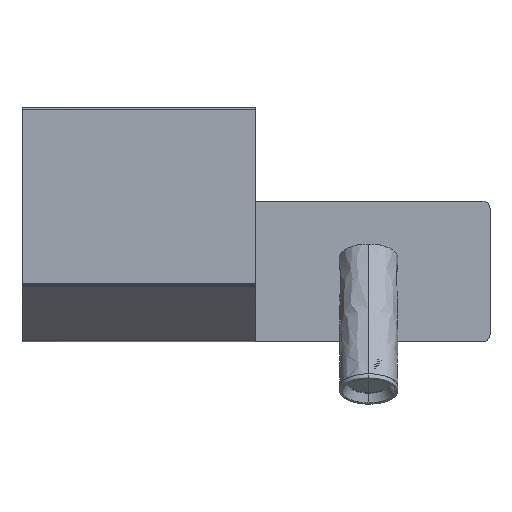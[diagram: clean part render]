
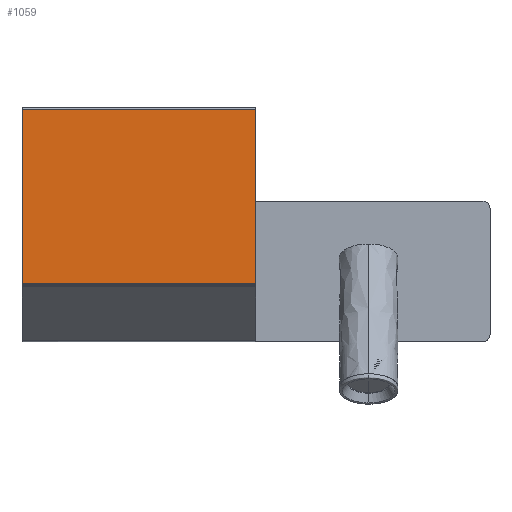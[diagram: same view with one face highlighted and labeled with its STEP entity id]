
A CAD part, front view. The second image highlights one B-rep face of the part: STEP entity #1059.
In plain terms, the highlighted free-form (B-spline) face has degree [2, 1] with [3, 2] control points.
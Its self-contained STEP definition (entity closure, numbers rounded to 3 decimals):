
#357=(
BOUNDED_CURVE()
B_SPLINE_CURVE(1,(#17014,#17015),.UNSPECIFIED.,.F.,.F.)
B_SPLINE_CURVE_WITH_KNOTS((2,2),(0.,100.),.UNSPECIFIED.)
CURVE()
GEOMETRIC_REPRESENTATION_ITEM()
RATIONAL_B_SPLINE_CURVE((1.,1.))
REPRESENTATION_ITEM('')
);
#360=(
BOUNDED_CURVE()
B_SPLINE_CURVE(1,(#17030,#17031),.UNSPECIFIED.,.F.,.F.)
B_SPLINE_CURVE_WITH_KNOTS((2,2),(0.,100.),.UNSPECIFIED.)
CURVE()
GEOMETRIC_REPRESENTATION_ITEM()
RATIONAL_B_SPLINE_CURVE((1.,1.))
REPRESENTATION_ITEM('')
);
#621=(
BOUNDED_SURFACE()
B_SPLINE_SURFACE(2,1,((#16866,#16867),(#16868,#16869),(#16870,#16871)),
 .UNSPECIFIED.,.F.,.F.,.F.)
B_SPLINE_SURFACE_WITH_KNOTS((3,3),(2,2),(104.069,104.854),
(0.,100.),.UNSPECIFIED.)
GEOMETRIC_REPRESENTATION_ITEM()
RATIONAL_B_SPLINE_SURFACE(((1.,1.),(0.707,0.707),
(1.,1.)))
REPRESENTATION_ITEM('')
SURFACE()
);
#622=(
BOUNDED_SURFACE()
B_SPLINE_SURFACE(2,1,((#16872,#16873),(#16874,#16875),(#16876,#16877)),
 .UNSPECIFIED.,.F.,.F.,.F.)
B_SPLINE_SURFACE_WITH_KNOTS((3,3),(2,2),(104.854,201.354),
(0.,100.),.UNSPECIFIED.)
GEOMETRIC_REPRESENTATION_ITEM()
RATIONAL_B_SPLINE_SURFACE(((1.,1.),(1.,1.),(1.,1.)))
REPRESENTATION_ITEM('')
SURFACE()
);
#623=(
BOUNDED_SURFACE()
B_SPLINE_SURFACE(2,1,((#16878,#16879),(#16880,#16881),(#16882,#16883)),
 .UNSPECIFIED.,.F.,.F.,.F.)
B_SPLINE_SURFACE_WITH_KNOTS((3,3),(2,2),(201.354,202.925),
(0.,100.),.UNSPECIFIED.)
GEOMETRIC_REPRESENTATION_ITEM()
RATIONAL_B_SPLINE_SURFACE(((1.,1.),(0.866,0.866),
(1.,1.)))
REPRESENTATION_ITEM('')
SURFACE()
);
#1059=ADVANCED_FACE('',(#1355),#622,.T.);
#1355=FACE_OUTER_BOUND('',#1664,.T.);
#1664=EDGE_LOOP('',(#2824,#2825,#2826,#2827));
#2824=ORIENTED_EDGE('',*,*,#6883,.T.);
#2825=ORIENTED_EDGE('',*,*,#6884,.T.);
#2826=ORIENTED_EDGE('',*,*,#6880,.F.);
#2827=ORIENTED_EDGE('',*,*,#6885,.T.);
#4134=PCURVE('',#621,#5448);
#4138=PCURVE('',#622,#5452);
#4139=PCURVE('',#622,#5453);
#4140=PCURVE('',#622,#5454);
#4141=PCURVE('',#622,#5455);
#4144=PCURVE('',#623,#5458);
#4185=PCURVE('',#9015,#5499);
#4198=PCURVE('',#9016,#5512);
#5448=DEFINITIONAL_REPRESENTATION('',(#8346),#18126);
#5452=DEFINITIONAL_REPRESENTATION('',(#8350),#18126);
#5453=DEFINITIONAL_REPRESENTATION('',(#8352),#18126);
#5454=DEFINITIONAL_REPRESENTATION('',(#8353),#18126);
#5455=DEFINITIONAL_REPRESENTATION('',(#8355),#18126);
#5458=DEFINITIONAL_REPRESENTATION('',(#8358),#18126);
#5499=DEFINITIONAL_REPRESENTATION('',(#8395),#18126);
#5512=DEFINITIONAL_REPRESENTATION('',(#8400),#18126);
#6217=SURFACE_CURVE('',#357,(#4134,#4140),.PCURVE_S1.);
#6220=SURFACE_CURVE('',#360,(#4138,#4144),.PCURVE_S1.);
#6221=SURFACE_CURVE('',#8351,(#4139,#4198),.PCURVE_S1.);
#6222=SURFACE_CURVE('',#8354,(#4141,#4185),.PCURVE_S1.);
#6880=EDGE_CURVE('',#8901,#8902,#6217,.T.);
#6883=EDGE_CURVE('',#8903,#8904,#6220,.T.);
#6884=EDGE_CURVE('',#8904,#8902,#6221,.T.);
#6885=EDGE_CURVE('',#8901,#8903,#6222,.T.);
#8346=B_SPLINE_CURVE_WITH_KNOTS('',1,(#17016,#17017),.UNSPECIFIED.,.F.,
 .F.,(2,2),(0.,100.),.UNSPECIFIED.);
#8350=B_SPLINE_CURVE_WITH_KNOTS('',1,(#17032,#17033),.UNSPECIFIED.,.F.,
 .F.,(2,2),(0.,100.),.UNSPECIFIED.);
#8351=B_SPLINE_CURVE_WITH_KNOTS('',1,(#17034,#17035),.UNSPECIFIED.,.F.,
 .F.,(2,2),(-96.5,0.),.UNSPECIFIED.);
#8352=B_SPLINE_CURVE_WITH_KNOTS('',1,(#17036,#17037),.UNSPECIFIED.,.F.,
 .F.,(2,2),(-96.5,0.),.UNSPECIFIED.);
#8353=B_SPLINE_CURVE_WITH_KNOTS('',1,(#17038,#17039),.UNSPECIFIED.,.F.,
 .F.,(2,2),(0.,100.),.UNSPECIFIED.);
#8354=B_SPLINE_CURVE_WITH_KNOTS('',1,(#17040,#17041),.UNSPECIFIED.,.F.,
 .F.,(2,2),(0.,96.5),.UNSPECIFIED.);
#8355=B_SPLINE_CURVE_WITH_KNOTS('',1,(#17042,#17043),.UNSPECIFIED.,.F.,
 .F.,(2,2),(0.,96.5),.UNSPECIFIED.);
#8358=B_SPLINE_CURVE_WITH_KNOTS('',1,(#17053,#17054),.UNSPECIFIED.,.F.,
 .F.,(2,2),(0.,100.),.UNSPECIFIED.);
#8395=B_SPLINE_CURVE_WITH_KNOTS('',1,(#17204,#17205),.UNSPECIFIED.,.F.,
 .F.,(2,2),(0.,96.5),.UNSPECIFIED.);
#8400=B_SPLINE_CURVE_WITH_KNOTS('',1,(#17238,#17239),.UNSPECIFIED.,.F.,
 .F.,(2,2),(-96.5,0.),.UNSPECIFIED.);
#8901=VERTEX_POINT('',#16948);
#8902=VERTEX_POINT('',#16949);
#8903=VERTEX_POINT('',#16950);
#8904=VERTEX_POINT('',#16951);
#9015=B_SPLINE_SURFACE_WITH_KNOTS('',1,1,((#16932,#16933),(#16934,#16935)),
 .UNSPECIFIED.,.F.,.F.,.F.,(2,2),(2,2),(-1.871,100.603),
(-40.804,4.949),.UNSPECIFIED.);
#9016=B_SPLINE_SURFACE_WITH_KNOTS('',1,1,((#16936,#16937),(#16938,#16939)),
 .UNSPECIFIED.,.F.,.F.,.F.,(2,2),(2,2),(-40.804,4.949),
(-1.871,100.603),.UNSPECIFIED.);
#16866=CARTESIAN_POINT('',(22.725,-47.365,61.27));
#16867=CARTESIAN_POINT('',(122.725,-47.365,61.27));
#16868=CARTESIAN_POINT('',(22.725,-47.865,61.27));
#16869=CARTESIAN_POINT('',(122.725,-47.865,61.27));
#16870=CARTESIAN_POINT('',(22.725,-47.865,60.77));
#16871=CARTESIAN_POINT('',(122.725,-47.865,60.77));
#16872=CARTESIAN_POINT('',(22.725,-47.865,60.77));
#16873=CARTESIAN_POINT('',(122.725,-47.865,60.77));
#16874=CARTESIAN_POINT('',(22.725,-47.865,12.52));
#16875=CARTESIAN_POINT('',(122.725,-47.865,12.52));
#16876=CARTESIAN_POINT('',(22.725,-47.865,-35.73));
#16877=CARTESIAN_POINT('',(122.725,-47.865,-35.73));
#16878=CARTESIAN_POINT('',(22.725,-47.865,-35.73));
#16879=CARTESIAN_POINT('',(122.725,-47.865,-35.73));
#16880=CARTESIAN_POINT('',(22.725,-47.865,-36.596));
#16881=CARTESIAN_POINT('',(122.725,-47.865,-36.596));
#16882=CARTESIAN_POINT('',(22.725,-48.615,-37.029));
#16883=CARTESIAN_POINT('',(122.725,-48.615,-37.029));
#16932=CARTESIAN_POINT('',(22.725,-91.669,-40.199));
#16933=CARTESIAN_POINT('',(22.725,-45.917,-40.199));
#16934=CARTESIAN_POINT('',(22.725,-91.669,62.274));
#16935=CARTESIAN_POINT('',(22.725,-45.917,62.274));
#16936=CARTESIAN_POINT('',(122.725,-91.669,-40.199));
#16937=CARTESIAN_POINT('',(122.725,-91.669,62.274));
#16938=CARTESIAN_POINT('',(122.725,-45.917,-40.199));
#16939=CARTESIAN_POINT('',(122.725,-45.917,62.274));
#16948=CARTESIAN_POINT('',(22.725,-47.865,60.77));
#16949=CARTESIAN_POINT('',(122.725,-47.865,60.77));
#16950=CARTESIAN_POINT('',(22.725,-47.865,-35.73));
#16951=CARTESIAN_POINT('',(122.725,-47.865,-35.73));
#17014=CARTESIAN_POINT('',(22.725,-47.865,60.77));
#17015=CARTESIAN_POINT('',(122.725,-47.865,60.77));
#17016=CARTESIAN_POINT('',(104.854,0.));
#17017=CARTESIAN_POINT('',(104.854,100.));
#17030=CARTESIAN_POINT('',(22.725,-47.865,-35.73));
#17031=CARTESIAN_POINT('',(122.725,-47.865,-35.73));
#17032=CARTESIAN_POINT('',(201.354,0.));
#17033=CARTESIAN_POINT('',(201.354,100.));
#17034=CARTESIAN_POINT('',(122.725,-47.865,-35.73));
#17035=CARTESIAN_POINT('',(122.725,-47.865,60.77));
#17036=CARTESIAN_POINT('',(201.354,100.));
#17037=CARTESIAN_POINT('',(104.854,100.));
#17038=CARTESIAN_POINT('',(104.854,0.));
#17039=CARTESIAN_POINT('',(104.854,100.));
#17040=CARTESIAN_POINT('',(22.725,-47.865,60.77));
#17041=CARTESIAN_POINT('',(22.725,-47.865,-35.73));
#17042=CARTESIAN_POINT('',(104.854,0.));
#17043=CARTESIAN_POINT('',(201.354,0.));
#17053=CARTESIAN_POINT('',(201.354,0.));
#17054=CARTESIAN_POINT('',(201.354,100.));
#17204=CARTESIAN_POINT('',(99.098,3.));
#17205=CARTESIAN_POINT('',(2.598,3.));
#17238=CARTESIAN_POINT('',(3.,2.598));
#17239=CARTESIAN_POINT('',(3.,99.098));
#18126=(
GEOMETRIC_REPRESENTATION_CONTEXT(2)
PARAMETRIC_REPRESENTATION_CONTEXT()
REPRESENTATION_CONTEXT('pspace','')
);
